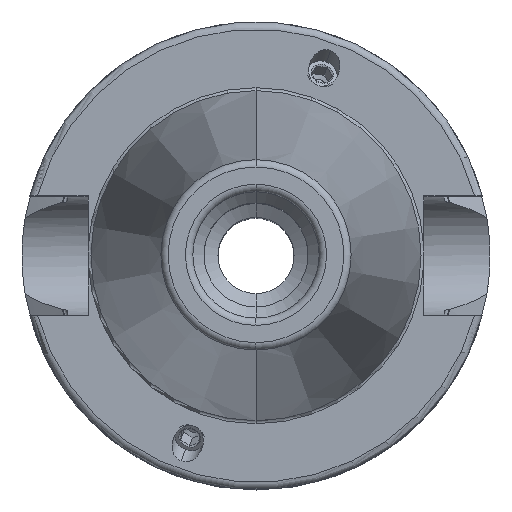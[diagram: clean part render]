
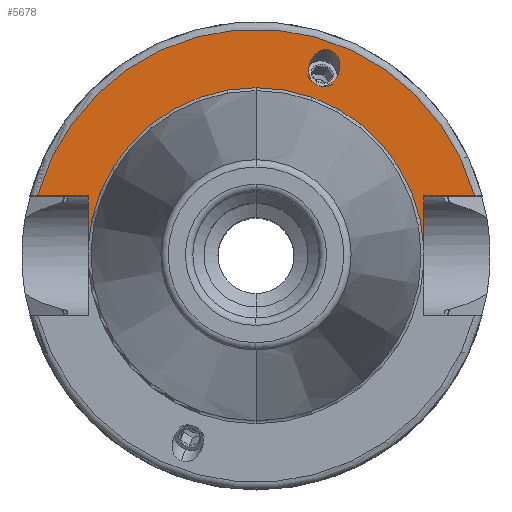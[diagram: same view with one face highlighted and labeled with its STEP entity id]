
A CAD part, top view. The second image highlights one B-rep face of the part: STEP entity #5678.
In plain terms, the highlighted planar face has unit normal (0, 0, 1).
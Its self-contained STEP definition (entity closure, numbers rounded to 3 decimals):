
#984=CARTESIAN_POINT('',(0,0,25));
#985=DIRECTION('',(0,0,-1));
#986=DIRECTION('',(0,1,0));
#987=AXIS2_PLACEMENT_3D('',#984,#985,#986);
#1314=DIRECTION('',(0,1,0));
#1315=VECTOR('',#1314,6.987);
#1316=CARTESIAN_POINT('',(-22.6,1.063,25));
#1317=LINE('',#1316,#1315);
#1318=DIRECTION('',(1,0,0));
#1319=VECTOR('',#1318,6.818);
#1320=CARTESIAN_POINT('',(-29.418,8.05,25));
#1321=LINE('',#1320,#1319);
#1322=DIRECTION('',(-1,0,0));
#1323=VECTOR('',#1322,6.818);
#1324=CARTESIAN_POINT('',(29.418,8.05,25));
#1325=LINE('',#1324,#1323);
#1326=DIRECTION('',(0,-1,0));
#1327=VECTOR('',#1326,6.987);
#1328=CARTESIAN_POINT('',(22.6,8.05,25));
#1329=LINE('',#1328,#1327);
#1330=CARTESIAN_POINT('',(10.056,27.629,25));
#1331=CARTESIAN_POINT('',(10.283,27.547,25));
#1332=CARTESIAN_POINT('',(10.737,27.268,25));
#1333=CARTESIAN_POINT('',(11.226,26.479,25));
#1334=CARTESIAN_POINT('',(11.341,25.65,25));
#1335=CARTESIAN_POINT('',(11.261,25.009,25));
#1336=CARTESIAN_POINT('',(11.137,24.573,25));
#1337=CARTESIAN_POINT('',(10.952,24.159,25));
#1338=CARTESIAN_POINT('',(10.601,23.617,25));
#1339=CARTESIAN_POINT('',(9.98,23.055,25));
#1340=CARTESIAN_POINT('',(9.098,22.765,25));
#1341=CARTESIAN_POINT('',(8.571,22.843,25));
#1342=CARTESIAN_POINT('',(8.344,22.926,25));
#1344=CARTESIAN_POINT('',(8.344,22.926,25));
#1345=CARTESIAN_POINT('',(8.117,23.009,25));
#1346=CARTESIAN_POINT('',(7.663,23.288,25));
#1347=CARTESIAN_POINT('',(7.174,24.076,25));
#1348=CARTESIAN_POINT('',(7.06,24.906,25));
#1349=CARTESIAN_POINT('',(7.14,25.547,25));
#1350=CARTESIAN_POINT('',(7.264,25.983,25));
#1351=CARTESIAN_POINT('',(7.449,26.396,25));
#1352=CARTESIAN_POINT('',(7.8,26.939,25));
#1353=CARTESIAN_POINT('',(8.421,27.5,25));
#1354=CARTESIAN_POINT('',(9.302,27.79,25));
#1355=CARTESIAN_POINT('',(9.829,27.712,25));
#1356=CARTESIAN_POINT('',(10.056,27.629,25));
#1392=CARTESIAN_POINT('',(0,0,25));
#1393=DIRECTION('',(0,0,1));
#1394=DIRECTION('',(0,1,0));
#1395=AXIS2_PLACEMENT_3D('',#1392,#1393,#1394);
#1446=CARTESIAN_POINT('',(0,0,25));
#1447=DIRECTION('',(0,0,1));
#1448=DIRECTION('',(0.965,0.264,0));
#1449=AXIS2_PLACEMENT_3D('',#1446,#1447,#1448);
#3567=CARTESIAN_POINT('',(-22.6,1.063,25));
#3568=CARTESIAN_POINT('',(-22.6,8.05,25));
#3569=VERTEX_POINT('',#3567);
#3570=VERTEX_POINT('',#3568);
#3571=CARTESIAN_POINT('',(-29.418,8.05,25));
#3572=VERTEX_POINT('',#3571);
#3573=CARTESIAN_POINT('',(22.6,8.05,25));
#3574=CARTESIAN_POINT('',(22.6,1.063,25));
#3575=VERTEX_POINT('',#3573);
#3576=VERTEX_POINT('',#3574);
#3583=CARTESIAN_POINT('',(29.418,8.05,25));
#3584=VERTEX_POINT('',#3583);
#3631=CARTESIAN_POINT('',(0,22.625,25));
#3633=VERTEX_POINT('',#3631);
#3649=VERTEX_POINT('',#1330);
#3650=VERTEX_POINT('',#1342);
#5655=CARTESIAN_POINT('',(0,0,25));
#5656=DIRECTION('',(0,0,-1));
#5657=DIRECTION('',(0,-1,0));
#5658=AXIS2_PLACEMENT_3D('',#5655,#5656,#5657);
#5659=PLANE('',#5658);
#5660=ORIENTED_EDGE('',*,*,#5548,.T.);
#5661=ORIENTED_EDGE('',*,*,#5576,.F.);
#5663=ORIENTED_EDGE('',*,*,#5662,.F.);
#5665=ORIENTED_EDGE('',*,*,#5664,.T.);
#5666=ORIENTED_EDGE('',*,*,#5312,.T.);
#5667=ORIENTED_EDGE('',*,*,#5295,.F.);
#5669=ORIENTED_EDGE('',*,*,#5668,.T.);
#5670=EDGE_LOOP('',(#5660,#5661,#5663,#5665,#5666,#5667,#5669));
#5671=FACE_OUTER_BOUND('',#5670,.F.);
#5673=ORIENTED_EDGE('',*,*,#5672,.F.);
#5675=ORIENTED_EDGE('',*,*,#5674,.F.);
#5676=EDGE_LOOP('',(#5673,#5675));
#5677=FACE_BOUND('',#5676,.F.);
#5678=ADVANCED_FACE('',(#5671,#5677),#5659,.F.);
#988=CIRCLE('',#987,22.625);
#1343=B_SPLINE_CURVE_WITH_KNOTS('',3,(#1330,#1331,#1332,#1333,#1334,#1335,#1336,
#1337,#1338,#1339,#1340,#1341,#1342),.UNSPECIFIED.,.F.,.F.,(4,1,1,1,1,1,1,1,1,1,
4),(0,0.125,0.25,0.375,0.438,0.5,0.563,0.625,0.75,0.875,
1.0),.UNSPECIFIED.);
#1357=B_SPLINE_CURVE_WITH_KNOTS('',3,(#1344,#1345,#1346,#1347,#1348,#1349,#1350,
#1351,#1352,#1353,#1354,#1355,#1356),.UNSPECIFIED.,.F.,.F.,(4,1,1,1,1,1,1,1,1,1,
4),(0,0.125,0.25,0.375,0.438,0.5,0.563,0.625,0.75,0.875,
1.0),.UNSPECIFIED.);
#1396=CIRCLE('',#1395,22.625);
#1450=CIRCLE('',#1449,30.5);
#5295=EDGE_CURVE('',#3633,#3576,#988,.T.);
#5312=EDGE_CURVE('',#3575,#3576,#1329,.T.);
#5548=EDGE_CURVE('',#3569,#3570,#1317,.T.);
#5576=EDGE_CURVE('',#3572,#3570,#1321,.T.);
#5662=EDGE_CURVE('',#3584,#3572,#1450,.T.);
#5664=EDGE_CURVE('',#3584,#3575,#1325,.T.);
#5668=EDGE_CURVE('',#3633,#3569,#1396,.T.);
#5672=EDGE_CURVE('',#3649,#3650,#1343,.T.);
#5674=EDGE_CURVE('',#3650,#3649,#1357,.T.);
